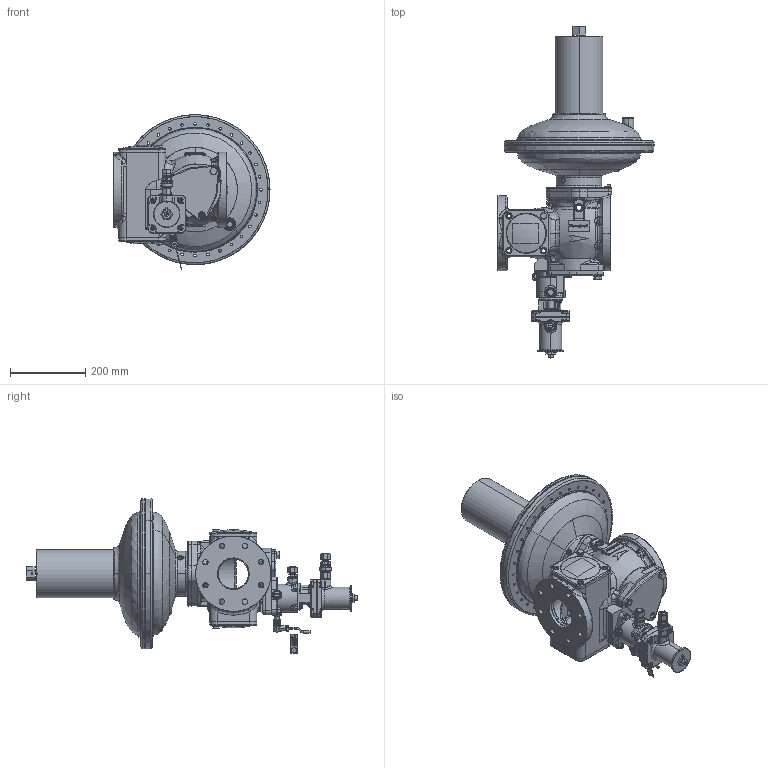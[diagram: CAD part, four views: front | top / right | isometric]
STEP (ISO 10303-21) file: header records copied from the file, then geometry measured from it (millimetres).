
FILE_DESCRIPTION (( 'STEP AP214' ), '1' );
FILE_NAME ('MB_HON370_80_RE2_K1a_K2a_-_.STEP', '2017-03-15T11:46:41', ( '' ), ( '' ), 'SwSTEP 2.0', 'SolidWorks 2015', '' );
FILE_SCHEMA (( 'AUTOMOTIVE_DESIGN' ));
Length unit declared in the file: millimetre
Products named in the file (1): MB_HON370_80_RE2_K1a_K2a_-_
Bounding box: 414 x 880.86 x 410.08 mm (x, y, z)
Surface area: 1050564.7 mm2 (no closed solid volume)
Topology: 0 solids, 1797 shells, 2210 faces, 11305 edges, 10881 vertices
Faces by surface type: cylinder 745, plane 646, bspline 637, cone 182
Entity records: 222840 total; most frequent: CARTESIAN_POINT 144880, DIRECTION 12919, ORIENTED_EDGE 12237, EDGE_CURVE 11275, VERTEX_POINT 10881, AXIS2_PLACEMENT_3D 4603, B_SPLINE_CURVE_WITH_KNOTS 4506, VECTOR 3713
